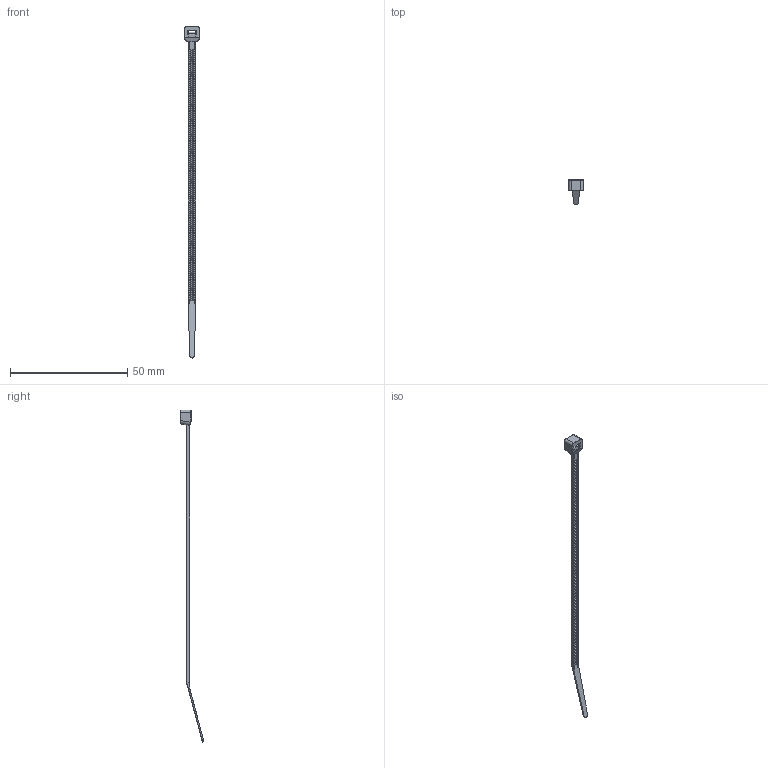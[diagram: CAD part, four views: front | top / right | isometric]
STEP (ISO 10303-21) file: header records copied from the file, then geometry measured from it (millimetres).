
FILE_DESCRIPTION (( 'STEP AP214' ), '1' );
FILE_NAME ('06302-Cable Tie Nylon Natural 140x3.2mm.STEP', '2018-12-17T01:07:05', ( '' ), ( '' ), 'SwSTEP 2.0', 'SolidWorks 2018', '' );
FILE_SCHEMA (( 'AUTOMOTIVE_DESIGN' ));
Length unit declared in the file: millimetre
Products named in the file (1): 06302-Cable Tie Nylon Natural 140x3.2mm
Bounding box: 6.2 x 10.21 x 141.45 mm (x, y, z)
Volume: 593.1 mm3; surface area: 1726.2 mm2
Topology: 1 solids, 1 shells, 1036 faces, 2442 edges, 1433 vertices
Faces by surface type: plane 860, bspline 130, cylinder 31, torus 10, sphere 5
Entity records: 35528 total; most frequent: CARTESIAN_POINT 12992, ORIENTED_EDGE 4884, DIRECTION 4054, EDGE_CURVE 2442, LINE 2104, VECTOR 2104, VERTEX_POINT 1433, EDGE_LOOP 1063
